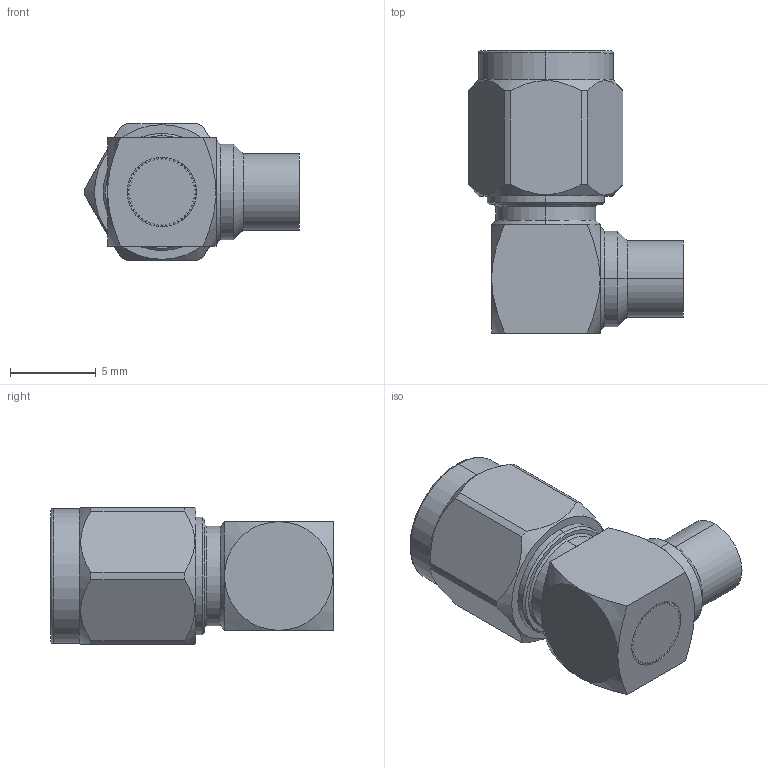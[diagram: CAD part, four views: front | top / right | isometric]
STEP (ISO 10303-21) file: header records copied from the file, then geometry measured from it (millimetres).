
FILE_DESCRIPTION (( 'STEP AP203' ), '1' );
FILE_NAME ('PE4083.step', '2019-01-28T15:58:26', ( '' ), ( '' ), 'SwSTEP 2.0', 'SolidWorks 2017', '' );
FILE_SCHEMA (( 'CONFIG_CONTROL_DESIGN' ));
Length unit declared in the file: inch
Products named in the file (1): PE4083
Bounding box: 12.53 x 16.5 x 8 mm (x, y, z)
Volume: 696 mm3; surface area: 861.6 mm2
Topology: 1 solids, 1 shells, 249 faces, 877 edges, 542 vertices
Faces by surface type: plane 124, cone 76, cylinder 42, torus 4, bspline 3
Entity records: 10933 total; most frequent: CARTESIAN_POINT 3666, ORIENTED_EDGE 1754, DIRECTION 1289, EDGE_CURVE 877, VERTEX_POINT 542, AXIS2_PLACEMENT_3D 433, VECTOR 423, LINE 423
